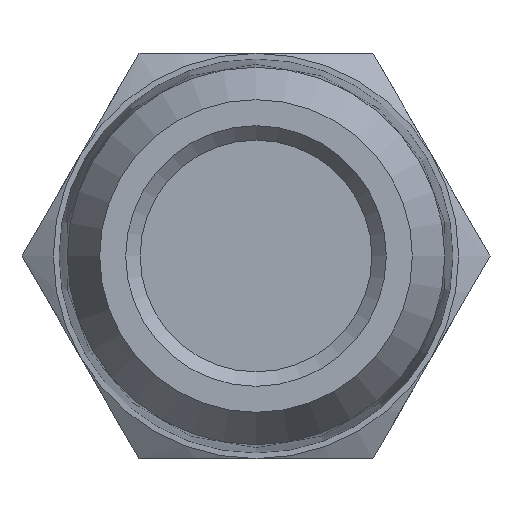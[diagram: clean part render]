
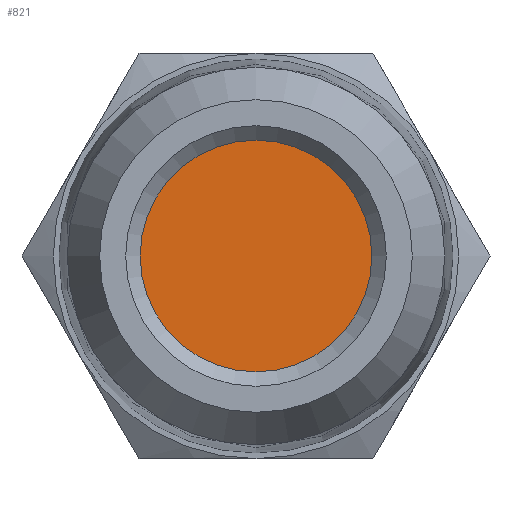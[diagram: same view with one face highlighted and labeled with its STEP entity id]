
A CAD part, front view. The second image highlights one B-rep face of the part: STEP entity #821.
In plain terms, the highlighted planar face has unit normal (0, -1, 0).
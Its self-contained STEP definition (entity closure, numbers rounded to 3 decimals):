
#118=PLANE('',#922);
#223=FACE_OUTER_BOUND('',#308,.T.);
#308=EDGE_LOOP('',(#683));
#351=CIRCLE('',#882,4.);
#396=VERTEX_POINT('',#1248);
#469=EDGE_CURVE('',#396,#396,#351,.T.);
#683=ORIENTED_EDGE('',*,*,#469,.F.);
#821=ADVANCED_FACE('',(#223),#118,.T.);
#882=AXIS2_PLACEMENT_3D('',#1249,#1025,#1026);
#922=AXIS2_PLACEMENT_3D('',#1384,#1121,#1122);
#1025=DIRECTION('center_axis',(0.,1.,0.));
#1026=DIRECTION('ref_axis',(0.,0.,-1.));
#1121=DIRECTION('center_axis',(0.,-1.,0.));
#1122=DIRECTION('ref_axis',(0.,0.,-1.));
#1248=CARTESIAN_POINT('',(-4.,2.5,0.));
#1249=CARTESIAN_POINT('Origin',(0.,2.5,0.));
#1384=CARTESIAN_POINT('Origin',(0.,2.5,0.));
